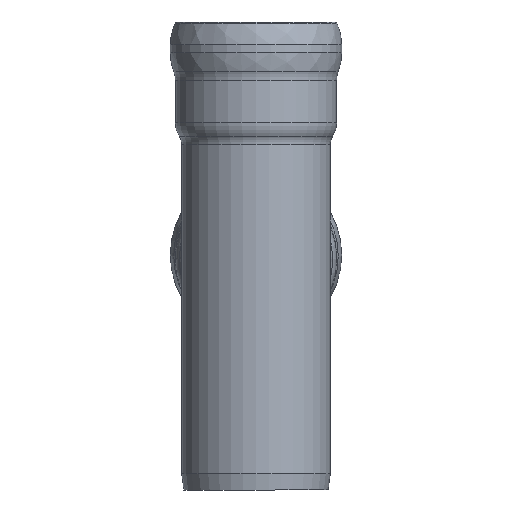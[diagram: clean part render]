
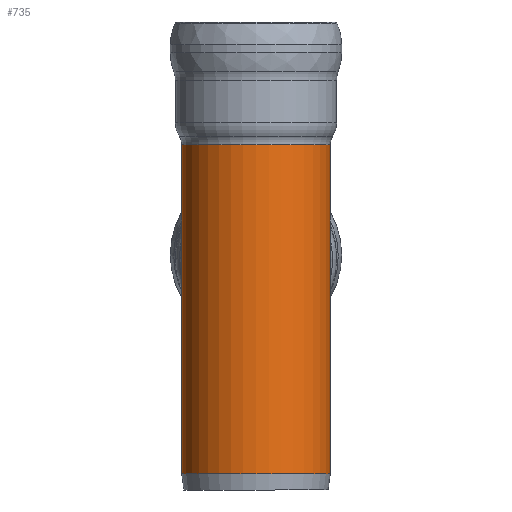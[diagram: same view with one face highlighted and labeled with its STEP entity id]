
A CAD part, left-side view. The second image highlights one B-rep face of the part: STEP entity #735.
In plain terms, the highlighted cylindrical face has radius 365 mm (diameter 730 mm), a full revolution.
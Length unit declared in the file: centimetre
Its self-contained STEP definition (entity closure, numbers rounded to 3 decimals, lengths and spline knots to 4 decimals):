
#103=CIRCLE('',#899,36.5);
#106=CIRCLE('',#904,36.5);
#107=CIRCLE('',#905,36.5);
#151=CYLINDRICAL_SURFACE('',#903,36.5);
#182=FACE_OUTER_BOUND('',#229,.T.);
#229=EDGE_LOOP('',(#595,#596,#597,#598,#599,#600,#601,#602,#603));
#256=ELLIPSE('',#906,53.025,36.5);
#257=ELLIPSE('',#907,50.3188,36.5);
#301=VERTEX_POINT('',#1515);
#303=VERTEX_POINT('',#1524);
#304=VERTEX_POINT('',#1526);
#305=VERTEX_POINT('',#1528);
#306=VERTEX_POINT('',#1531);
#401=EDGE_CURVE('',#301,#301,#103,.T.);
#405=EDGE_CURVE('',#301,#303,#781,.T.);
#406=EDGE_CURVE('',#303,#304,#782,.T.);
#407=EDGE_CURVE('',#305,#304,#106,.T.);
#408=EDGE_CURVE('',#304,#305,#107,.T.);
#409=EDGE_CURVE('',#303,#306,#256,.T.);
#410=EDGE_CURVE('',#306,#303,#257,.T.);
#595=ORIENTED_EDGE('',*,*,#401,.F.);
#596=ORIENTED_EDGE('',*,*,#405,.T.);
#597=ORIENTED_EDGE('',*,*,#406,.T.);
#598=ORIENTED_EDGE('',*,*,#407,.F.);
#599=ORIENTED_EDGE('',*,*,#408,.F.);
#600=ORIENTED_EDGE('',*,*,#406,.F.);
#601=ORIENTED_EDGE('',*,*,#409,.T.);
#602=ORIENTED_EDGE('',*,*,#410,.T.);
#603=ORIENTED_EDGE('',*,*,#405,.F.);
#735=ADVANCED_FACE('',(#182),#151,.T.);
#781=LINE('',#1525,#810);
#782=LINE('',#1527,#811);
#810=VECTOR('',#1142,36.5);
#811=VECTOR('',#1143,36.5);
#899=AXIS2_PLACEMENT_3D('',#1517,#1131,#1132);
#903=AXIS2_PLACEMENT_3D('',#1523,#1140,#1141);
#904=AXIS2_PLACEMENT_3D('',#1529,#1144,#1145);
#905=AXIS2_PLACEMENT_3D('',#1530,#1146,#1147);
#906=AXIS2_PLACEMENT_3D('',#1532,#1148,#1149);
#907=AXIS2_PLACEMENT_3D('',#1533,#1150,#1151);
#1131=DIRECTION('center_axis',(0.,0.,
-1.));
#1132=DIRECTION('ref_axis',(1.,0.,0.));
#1140=DIRECTION('center_axis',(0.,0.,
-1.));
#1141=DIRECTION('ref_axis',(0.,1.,0.));
#1142=DIRECTION('',(0.,0.,1.));
#1143=DIRECTION('',(0.,0.,1.));
#1144=DIRECTION('center_axis',(0.,0.,
1.));
#1145=DIRECTION('ref_axis',(1.,0.,0.));
#1146=DIRECTION('center_axis',(0.,0.,
1.));
#1147=DIRECTION('ref_axis',(1.,0.,0.));
#1148=DIRECTION('center_axis',(-0.725,0.,
0.688));
#1149=DIRECTION('ref_axis',(0.688,0.,0.725));
#1150=DIRECTION('center_axis',(-0.688,0.,
-0.725));
#1151=DIRECTION('ref_axis',(0.725,0.,-0.688));
#1515=CARTESIAN_POINT('',(0.,-36.5,8.0623));
#1517=CARTESIAN_POINT('Origin',(0.,0.,
8.0623));
#1523=CARTESIAN_POINT('Origin',(0.,0.,
169.6934));
#1524=CARTESIAN_POINT('',(0.,-36.5,110.));
#1525=CARTESIAN_POINT('',(0.,-36.5,169.6934));
#1526=CARTESIAN_POINT('',(0.,-36.5,169.6934));
#1527=CARTESIAN_POINT('',(0.,-36.5,169.6934));
#1528=CARTESIAN_POINT('',(0.,36.5,169.6934));
#1529=CARTESIAN_POINT('Origin',(0.,0.,
169.6934));
#1530=CARTESIAN_POINT('Origin',(0.,0.,
169.6934));
#1531=CARTESIAN_POINT('',(0.,36.5,110.));
#1532=CARTESIAN_POINT('Origin',(0.,0.,
110.));
#1533=CARTESIAN_POINT('Origin',(0.,0.,
110.));
